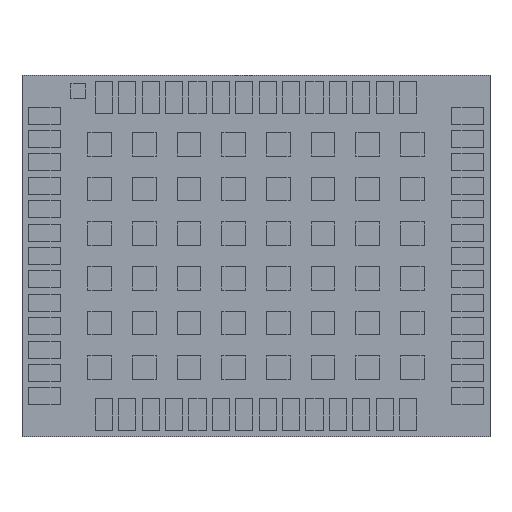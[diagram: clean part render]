
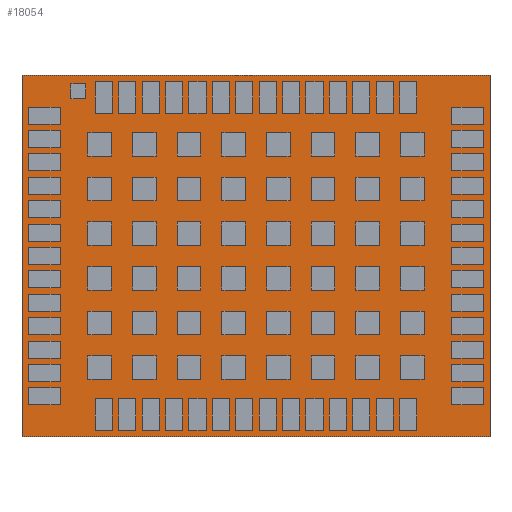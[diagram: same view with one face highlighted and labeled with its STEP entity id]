
A CAD part, front view. The second image highlights one B-rep face of the part: STEP entity #18054.
In plain terms, the highlighted planar face has unit normal (0, -1, 0).
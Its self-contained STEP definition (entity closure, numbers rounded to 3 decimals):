
#674=FACE_OUTER_BOUND('',#1582,.T.);
#1582=EDGE_LOOP('',(#11981,#11982,#11983,#11984));
#2500=LINE('',#24785,#5070);
#2502=LINE('',#24789,#5072);
#2504=LINE('',#24793,#5074);
#2506=LINE('',#24796,#5076);
#5070=VECTOR('',#20119,1000.);
#5072=VECTOR('',#20123,1000.);
#5074=VECTOR('',#20127,1000.);
#5076=VECTOR('',#20131,1000.);
#7639=VERTEX_POINT('',#24782);
#7640=VERTEX_POINT('',#24784);
#7641=VERTEX_POINT('',#24788);
#7642=VERTEX_POINT('',#24792);
#9364=EDGE_CURVE('',#7640,#7639,#2500,.T.);
#9366=EDGE_CURVE('',#7641,#7640,#2502,.T.);
#9368=EDGE_CURVE('',#7642,#7641,#2504,.T.);
#9370=EDGE_CURVE('',#7639,#7642,#2506,.T.);
#11981=ORIENTED_EDGE('',*,*,#9370,.T.);
#11982=ORIENTED_EDGE('',*,*,#9368,.T.);
#11983=ORIENTED_EDGE('',*,*,#9366,.T.);
#11984=ORIENTED_EDGE('',*,*,#9364,.T.);
#17170=PLANE('',#19066);
#18054=ADVANCED_FACE('',(#674),#17170,.T.);
#19066=AXIS2_PLACEMENT_3D('',#24797,#20132,#20133);
#20119=DIRECTION('',(-1.,0.,0.));
#20123=DIRECTION('',(0.,0.,1.));
#20127=DIRECTION('',(1.,0.,0.));
#20131=DIRECTION('',(0.,0.,-1.));
#20132=DIRECTION('center_axis',(0.,-1.,0.));
#20133=DIRECTION('ref_axis',(0.,0.,-1.));
#24782=CARTESIAN_POINT('',(0.,0.,0.));
#24784=CARTESIAN_POINT('',(22.,0.,0.));
#24785=CARTESIAN_POINT('',(0.,0.,0.));
#24788=CARTESIAN_POINT('',(22.,0.,-17.));
#24789=CARTESIAN_POINT('',(22.,0.,0.));
#24792=CARTESIAN_POINT('',(0.,0.,-17.));
#24793=CARTESIAN_POINT('',(0.,0.,-17.));
#24796=CARTESIAN_POINT('',(0.,0.,0.));
#24797=CARTESIAN_POINT('Origin',(0.,0.,0.));
